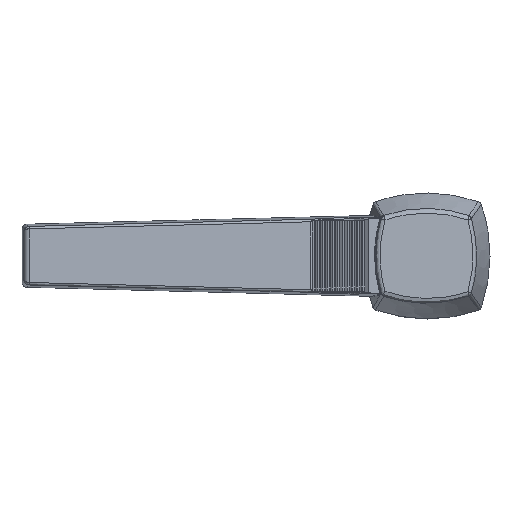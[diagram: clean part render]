
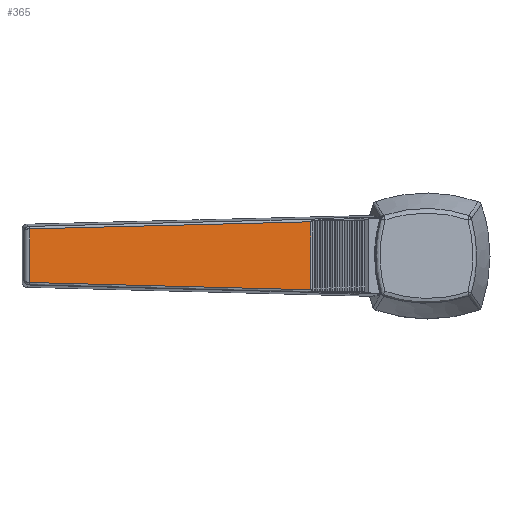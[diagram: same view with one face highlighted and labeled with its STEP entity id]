
A CAD part, top view. The second image highlights one B-rep face of the part: STEP entity #365.
In plain terms, the highlighted planar face has unit normal (0.174, 0, 0.985).
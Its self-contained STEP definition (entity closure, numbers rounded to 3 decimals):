
#365 = ADVANCED_FACE( '', ( #808 ), #809, .F. );
#808 = FACE_OUTER_BOUND( '', #3502, .T. );
#809 = PLANE( '', #3503 );
#3502 = EDGE_LOOP( '', ( #6551, #6552, #6553, #6554 ) );
#3503 = AXIS2_PLACEMENT_3D( '', #6555, #6556, #6557 );
#6551 = ORIENTED_EDGE( '', *, *, #7570, .T. );
#6552 = ORIENTED_EDGE( '', *, *, #7195, .T. );
#6553 = ORIENTED_EDGE( '', *, *, #7462, .T. );
#6554 = ORIENTED_EDGE( '', *, *, #7383, .T. );
#6555 = CARTESIAN_POINT( '', ( -33.905, 0., 38.274 ) );
#6556 = DIRECTION( '', ( -0.174, 0., -0.985 ) );
#6557 = DIRECTION( '', ( -0.985, 0., 0.174 ) );
#7195 = EDGE_CURVE( '', #7798, #7799, #7800, .F. );
#7383 = EDGE_CURVE( '', #7907, #8113, #8115, .F. );
#7462 = EDGE_CURVE( '', #7799, #7907, #8230, .T. );
#7570 = EDGE_CURVE( '', #8113, #7798, #8383, .T. );
#7798 = VERTEX_POINT( '', #8768 );
#7799 = VERTEX_POINT( '', #8769 );
#7800 = LINE( '', #8770, #8771 );
#7907 = VERTEX_POINT( '', #9199 );
#8113 = VERTEX_POINT( '', #9890 );
#8115 = LINE( '', #9919, #9920 );
#8230 = B_SPLINE_CURVE_WITH_KNOTS( '', 3, ( #10569, #10570, #10571, #10572, #10573, #10574, #10575, #10576 ), .UNSPECIFIED., .F., .F., ( 4, 2, 2, 4 ), ( 0.001, 0.015, 0.029, 0.058 ), .UNSPECIFIED. );
#8383 = B_SPLINE_CURVE_WITH_KNOTS( '', 3, ( #11226, #11227, #11228, #11229, #11230, #11231, #11232, #11233 ), .UNSPECIFIED., .F., .F., ( 4, 2, 2, 4 ), ( 0., 0.028, 0.043, 0.057 ), .UNSPECIFIED. );
#8768 = CARTESIAN_POINT( '', ( -78.94, 5.324, 46.215 ) );
#8769 = CARTESIAN_POINT( '', ( -78.94, -5.324, 46.215 ) );
#8770 = CARTESIAN_POINT( '', ( -78.94, 0., 46.215 ) );
#8771 = VECTOR( '', #12180, 1000. );
#9199 = CARTESIAN_POINT( '', ( -23.09, -6.754, 36.367 ) );
#9890 = CARTESIAN_POINT( '', ( -23.09, 6.754, 36.367 ) );
#9919 = CARTESIAN_POINT( '', ( -23.09, 6.986, 36.367 ) );
#9920 = VECTOR( '', #12340, 1000. );
#10569 = CARTESIAN_POINT( '', ( -78.94, -5.324, 46.215 ) );
#10570 = CARTESIAN_POINT( '', ( -74.286, -5.442, 45.394 ) );
#10571 = CARTESIAN_POINT( '', ( -69.631, -5.561, 44.574 ) );
#10572 = CARTESIAN_POINT( '', ( -60.323, -5.798, 42.932 ) );
#10573 = CARTESIAN_POINT( '', ( -55.669, -5.918, 42.112 ) );
#10574 = CARTESIAN_POINT( '', ( -41.706, -6.275, 39.65 ) );
#10575 = CARTESIAN_POINT( '', ( -32.398, -6.514, 38.009 ) );
#10576 = CARTESIAN_POINT( '', ( -23.09, -6.754, 36.367 ) );
#11226 = CARTESIAN_POINT( '', ( -23.09, 6.754, 36.367 ) );
#11227 = CARTESIAN_POINT( '', ( -32.398, 6.514, 38.009 ) );
#11228 = CARTESIAN_POINT( '', ( -41.706, 6.275, 39.65 ) );
#11229 = CARTESIAN_POINT( '', ( -55.669, 5.918, 42.112 ) );
#11230 = CARTESIAN_POINT( '', ( -60.323, 5.798, 42.932 ) );
#11231 = CARTESIAN_POINT( '', ( -69.631, 5.561, 44.574 ) );
#11232 = CARTESIAN_POINT( '', ( -74.286, 5.442, 45.394 ) );
#11233 = CARTESIAN_POINT( '', ( -78.94, 5.324, 46.215 ) );
#12180 = DIRECTION( '', ( 0., 1., 0. ) );
#12340 = DIRECTION( '', ( 0., -1., 0. ) );
